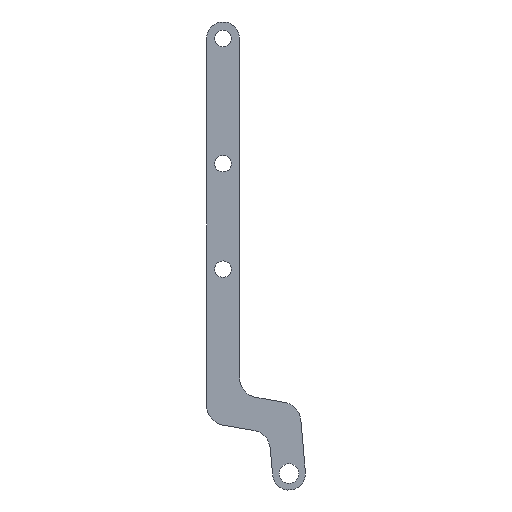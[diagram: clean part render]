
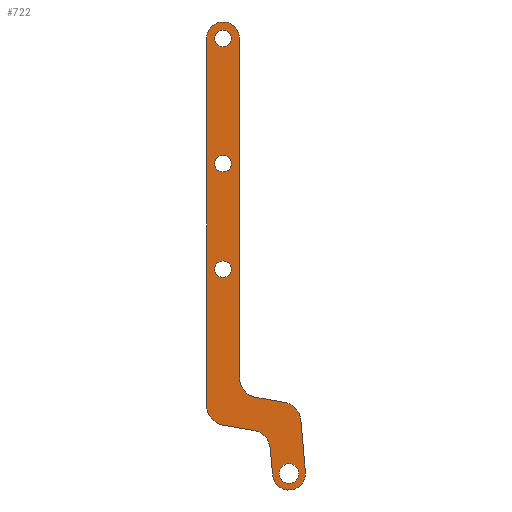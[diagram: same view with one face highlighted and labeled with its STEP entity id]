
A CAD part, left-side view. The second image highlights one B-rep face of the part: STEP entity #722.
In plain terms, the highlighted planar face has unit normal (-1, 0, 0).
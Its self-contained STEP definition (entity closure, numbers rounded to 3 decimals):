
#61=CARTESIAN_POINT('Vertex',(-1.,2.5,27.)) ;
#66=CARTESIAN_POINT('Axis2P3D Location',(-1.,0.,27.)) ;
#70=CARTESIAN_POINT('Vertex',(-1.,-2.5,27.)) ;
#101=CARTESIAN_POINT('Vertex',(-1.,-12.49,-38.782)) ;
#106=CARTESIAN_POINT('Axis2P3D Location',(-1.,-10.,-39.)) ;
#110=CARTESIAN_POINT('Vertex',(-1.,-7.51,-39.218)) ;
#141=CARTESIAN_POINT('Vertex',(-1.,2.5,-27.)) ;
#146=CARTESIAN_POINT('Line Origine',(-1.,2.5,0.)) ;
#181=CARTESIAN_POINT('Vertex',(-1.,1.25,27.)) ;
#184=CARTESIAN_POINT('Axis2P3D Location',(-1.,0.,27.)) ;
#188=CARTESIAN_POINT('Vertex',(-1.,-1.25,27.)) ;
#208=CARTESIAN_POINT('Axis2P3D Location',(-1.,0.,27.)) ;
#238=CARTESIAN_POINT('Vertex',(-1.,-8.5,-39.)) ;
#241=CARTESIAN_POINT('Axis2P3D Location',(-1.,-10.,-39.)) ;
#245=CARTESIAN_POINT('Vertex',(-1.,-11.5,-39.)) ;
#265=CARTESIAN_POINT('Axis2P3D Location',(-1.,-10.,-39.)) ;
#295=CARTESIAN_POINT('Vertex',(-1.,1.25,8.)) ;
#298=CARTESIAN_POINT('Axis2P3D Location',(-1.,0.,8.)) ;
#302=CARTESIAN_POINT('Vertex',(-1.,-1.25,8.)) ;
#322=CARTESIAN_POINT('Axis2P3D Location',(-1.,0.,8.)) ;
#352=CARTESIAN_POINT('Vertex',(-1.,1.25,-8.)) ;
#355=CARTESIAN_POINT('Axis2P3D Location',(-1.,0.,-8.)) ;
#359=CARTESIAN_POINT('Vertex',(-1.,-1.25,-8.)) ;
#379=CARTESIAN_POINT('Axis2P3D Location',(-1.,0.,-8.)) ;
#391=CARTESIAN_POINT('Line Origine',(-1.,2.5,-27.839)) ;
#395=CARTESIAN_POINT('Vertex',(-1.,2.5,-28.678)) ;
#433=CARTESIAN_POINT('Vertex',(-1.,0.021,-31.633)) ;
#436=CARTESIAN_POINT('Axis2P3D Location',(-1.,-0.5,-28.678)) ;
#460=CARTESIAN_POINT('Line Origine',(-1.,-7.332,-37.187)) ;
#464=CARTESIAN_POINT('Vertex',(-1.,-7.154,-35.156)) ;
#484=CARTESIAN_POINT('Line Origine',(-1.,-2.333,-32.048)) ;
#488=CARTESIAN_POINT('Vertex',(-1.,-4.686,-32.463)) ;
#520=CARTESIAN_POINT('Axis2P3D Location',(-1.,-4.166,-35.417)) ;
#543=CARTESIAN_POINT('Vertex',(-1.,-2.5,-24.483)) ;
#551=CARTESIAN_POINT('Line Origine',(-1.,-2.5,1.259)) ;
#574=CARTESIAN_POINT('Vertex',(-1.,-4.979,-27.437)) ;
#582=CARTESIAN_POINT('Axis2P3D Location',(-1.,-5.5,-24.483)) ;
#603=CARTESIAN_POINT('Vertex',(-1.,-11.801,-30.898)) ;
#608=CARTESIAN_POINT('Line Origine',(-1.,-12.146,-34.84)) ;
#674=CARTESIAN_POINT('Axis2P3D Location',(-1.,0.,0.)) ;
#679=CARTESIAN_POINT('Axis2P3D Location',(-1.,-8.812,-31.159)) ;
#683=CARTESIAN_POINT('Vertex',(-1.,-9.333,-28.205)) ;
#686=CARTESIAN_POINT('Line Origine',(-1.,-7.156,-27.821)) ;
#67=DIRECTION('Axis2P3D Direction',(1.,0.,0.)) ;
#107=DIRECTION('Axis2P3D Direction',(1.,0.,0.)) ;
#147=DIRECTION('Vector Direction',(0.,0.,-1.)) ;
#185=DIRECTION('Axis2P3D Direction',(1.,0.,0.)) ;
#209=DIRECTION('Axis2P3D Direction',(1.,0.,0.)) ;
#242=DIRECTION('Axis2P3D Direction',(1.,0.,0.)) ;
#266=DIRECTION('Axis2P3D Direction',(1.,0.,0.)) ;
#299=DIRECTION('Axis2P3D Direction',(1.,0.,0.)) ;
#323=DIRECTION('Axis2P3D Direction',(1.,0.,0.)) ;
#356=DIRECTION('Axis2P3D Direction',(1.,0.,0.)) ;
#380=DIRECTION('Axis2P3D Direction',(1.,0.,0.)) ;
#392=DIRECTION('Vector Direction',(0.,0.,1.)) ;
#437=DIRECTION('Axis2P3D Direction',(1.,0.,0.)) ;
#461=DIRECTION('Vector Direction',(0.,0.087,0.996)) ;
#485=DIRECTION('Vector Direction',(0.,0.985,0.174)) ;
#521=DIRECTION('Axis2P3D Direction',(1.,0.,0.)) ;
#552=DIRECTION('Vector Direction',(0.,0.,1.)) ;
#583=DIRECTION('Axis2P3D Direction',(1.,0.,0.)) ;
#609=DIRECTION('Vector Direction',(0.,0.087,0.996)) ;
#675=DIRECTION('Axis2P3D Direction',(1.,0.,0.)) ;
#676=DIRECTION('Axis2P3D XDirection',(0.,1.,0.)) ;
#680=DIRECTION('Axis2P3D Direction',(1.,0.,0.)) ;
#687=DIRECTION('Vector Direction',(0.,0.985,0.174)) ;
#68=AXIS2_PLACEMENT_3D('Circle Axis2P3D',#66,#67,$) ;
#108=AXIS2_PLACEMENT_3D('Circle Axis2P3D',#106,#107,$) ;
#186=AXIS2_PLACEMENT_3D('Circle Axis2P3D',#184,#185,$) ;
#210=AXIS2_PLACEMENT_3D('Circle Axis2P3D',#208,#209,$) ;
#243=AXIS2_PLACEMENT_3D('Circle Axis2P3D',#241,#242,$) ;
#267=AXIS2_PLACEMENT_3D('Circle Axis2P3D',#265,#266,$) ;
#300=AXIS2_PLACEMENT_3D('Circle Axis2P3D',#298,#299,$) ;
#324=AXIS2_PLACEMENT_3D('Circle Axis2P3D',#322,#323,$) ;
#357=AXIS2_PLACEMENT_3D('Circle Axis2P3D',#355,#356,$) ;
#381=AXIS2_PLACEMENT_3D('Circle Axis2P3D',#379,#380,$) ;
#438=AXIS2_PLACEMENT_3D('Circle Axis2P3D',#436,#437,$) ;
#522=AXIS2_PLACEMENT_3D('Circle Axis2P3D',#520,#521,$) ;
#584=AXIS2_PLACEMENT_3D('Circle Axis2P3D',#582,#583,$) ;
#677=AXIS2_PLACEMENT_3D('Plane Axis2P3D',#674,#675,#676) ;
#681=AXIS2_PLACEMENT_3D('Circle Axis2P3D',#679,#680,$) ;
#692=ORIENTED_EDGE('',*,*,#685,.F.) ;
#693=ORIENTED_EDGE('',*,*,#690,.F.) ;
#694=ORIENTED_EDGE('',*,*,#586,.T.) ;
#695=ORIENTED_EDGE('',*,*,#555,.F.) ;
#696=ORIENTED_EDGE('',*,*,#72,.F.) ;
#697=ORIENTED_EDGE('',*,*,#150,.F.) ;
#698=ORIENTED_EDGE('',*,*,#397,.F.) ;
#699=ORIENTED_EDGE('',*,*,#440,.F.) ;
#700=ORIENTED_EDGE('',*,*,#490,.F.) ;
#701=ORIENTED_EDGE('',*,*,#524,.T.) ;
#702=ORIENTED_EDGE('',*,*,#466,.F.) ;
#703=ORIENTED_EDGE('',*,*,#112,.F.) ;
#704=ORIENTED_EDGE('',*,*,#612,.F.) ;
#707=ORIENTED_EDGE('',*,*,#212,.T.) ;
#708=ORIENTED_EDGE('',*,*,#190,.T.) ;
#711=ORIENTED_EDGE('',*,*,#269,.T.) ;
#712=ORIENTED_EDGE('',*,*,#247,.T.) ;
#715=ORIENTED_EDGE('',*,*,#326,.T.) ;
#716=ORIENTED_EDGE('',*,*,#304,.T.) ;
#719=ORIENTED_EDGE('',*,*,#383,.T.) ;
#720=ORIENTED_EDGE('',*,*,#361,.T.) ;
#709=FACE_BOUND('',#706,.T.) ;
#713=FACE_BOUND('',#710,.T.) ;
#717=FACE_BOUND('',#714,.T.) ;
#721=FACE_BOUND('',#718,.T.) ;
#148=VECTOR('Line Direction',#147,1.) ;
#393=VECTOR('Line Direction',#392,1.) ;
#462=VECTOR('Line Direction',#461,1.) ;
#486=VECTOR('Line Direction',#485,1.) ;
#553=VECTOR('Line Direction',#552,1.) ;
#610=VECTOR('Line Direction',#609,1.) ;
#688=VECTOR('Line Direction',#687,1.) ;
#722=ADVANCED_FACE('Corps principal',(#705,#709,#713,#717,#721),#678,.F.) ;
#69=CIRCLE('generated circle',#68,2.5) ;
#109=CIRCLE('generated circle',#108,2.5) ;
#187=CIRCLE('generated circle',#186,1.25) ;
#211=CIRCLE('generated circle',#210,1.25) ;
#244=CIRCLE('generated circle',#243,1.5) ;
#268=CIRCLE('generated circle',#267,1.5) ;
#301=CIRCLE('generated circle',#300,1.25) ;
#325=CIRCLE('generated circle',#324,1.25) ;
#358=CIRCLE('generated circle',#357,1.25) ;
#382=CIRCLE('generated circle',#381,1.25) ;
#439=CIRCLE('generated circle',#438,3.) ;
#523=CIRCLE('generated circle',#522,3.) ;
#585=CIRCLE('generated circle',#584,3.) ;
#682=CIRCLE('generated circle',#681,3.) ;
#72=EDGE_CURVE('',#62,#71,#69,.T.) ;
#112=EDGE_CURVE('',#102,#111,#109,.T.) ;
#150=EDGE_CURVE('',#142,#62,#149,.F.) ;
#190=EDGE_CURVE('',#189,#182,#187,.T.) ;
#212=EDGE_CURVE('',#182,#189,#211,.T.) ;
#247=EDGE_CURVE('',#246,#239,#244,.T.) ;
#269=EDGE_CURVE('',#239,#246,#268,.T.) ;
#304=EDGE_CURVE('',#303,#296,#301,.T.) ;
#326=EDGE_CURVE('',#296,#303,#325,.T.) ;
#361=EDGE_CURVE('',#360,#353,#358,.T.) ;
#383=EDGE_CURVE('',#353,#360,#382,.T.) ;
#397=EDGE_CURVE('',#396,#142,#394,.T.) ;
#440=EDGE_CURVE('',#434,#396,#439,.T.) ;
#466=EDGE_CURVE('',#111,#465,#463,.T.) ;
#490=EDGE_CURVE('',#489,#434,#487,.T.) ;
#524=EDGE_CURVE('',#489,#465,#523,.T.) ;
#555=EDGE_CURVE('',#71,#544,#554,.F.) ;
#586=EDGE_CURVE('',#575,#544,#585,.T.) ;
#612=EDGE_CURVE('',#604,#102,#611,.F.) ;
#685=EDGE_CURVE('',#684,#604,#682,.T.) ;
#690=EDGE_CURVE('',#575,#684,#689,.F.) ;
#691=EDGE_LOOP('',(#692,#693,#694,#695,#696,#697,#698,#699,#700,#701,#702,#703,#704)) ;
#706=EDGE_LOOP('',(#707,#708)) ;
#710=EDGE_LOOP('',(#711,#712)) ;
#714=EDGE_LOOP('',(#715,#716)) ;
#718=EDGE_LOOP('',(#719,#720)) ;
#705=FACE_OUTER_BOUND('',#691,.T.) ;
#149=LINE('Line',#146,#148) ;
#394=LINE('Line',#391,#393) ;
#463=LINE('Line',#460,#462) ;
#487=LINE('Line',#484,#486) ;
#554=LINE('Line',#551,#553) ;
#611=LINE('Line',#608,#610) ;
#689=LINE('Line',#686,#688) ;
#678=PLANE('',#677) ;
#62=VERTEX_POINT('',#61) ;
#71=VERTEX_POINT('',#70) ;
#102=VERTEX_POINT('',#101) ;
#111=VERTEX_POINT('',#110) ;
#142=VERTEX_POINT('',#141) ;
#182=VERTEX_POINT('',#181) ;
#189=VERTEX_POINT('',#188) ;
#239=VERTEX_POINT('',#238) ;
#246=VERTEX_POINT('',#245) ;
#296=VERTEX_POINT('',#295) ;
#303=VERTEX_POINT('',#302) ;
#353=VERTEX_POINT('',#352) ;
#360=VERTEX_POINT('',#359) ;
#396=VERTEX_POINT('',#395) ;
#434=VERTEX_POINT('',#433) ;
#465=VERTEX_POINT('',#464) ;
#489=VERTEX_POINT('',#488) ;
#544=VERTEX_POINT('',#543) ;
#575=VERTEX_POINT('',#574) ;
#604=VERTEX_POINT('',#603) ;
#684=VERTEX_POINT('',#683) ;
